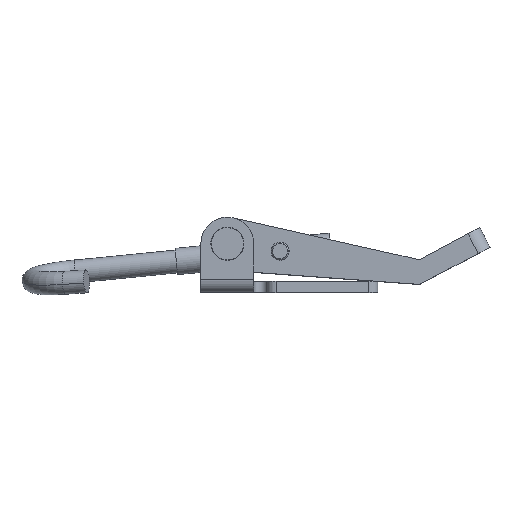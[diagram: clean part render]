
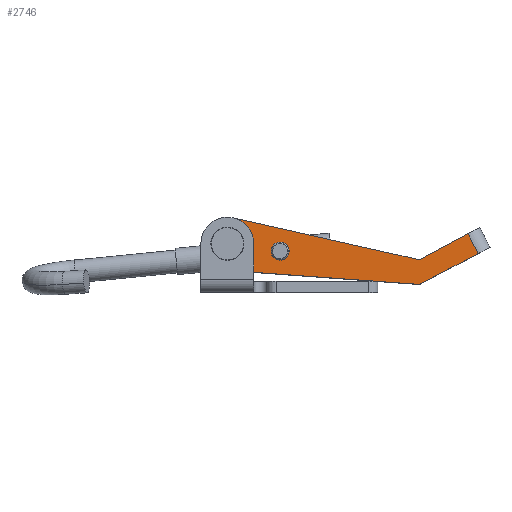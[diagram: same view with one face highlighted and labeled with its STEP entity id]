
A CAD part, top view. The second image highlights one B-rep face of the part: STEP entity #2746.
In plain terms, the highlighted face is planar.
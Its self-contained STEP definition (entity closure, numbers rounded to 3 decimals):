
#22 = AXIS2_PLACEMENT_3D ( 'NONE', #331, #4070, #3686 ) ;
#35 = EDGE_CURVE ( 'NONE', #625, #200, #1674, .T. ) ;
#117 = CARTESIAN_POINT ( 'NONE',  ( 17.5, 6., 0. ) ) ;
#124 = VECTOR ( 'NONE', #3317, 1000. ) ;
#160 = ORIENTED_EDGE ( 'NONE', *, *, #306, .T. ) ;
#200 = VERTEX_POINT ( 'NONE', #652 ) ;
#259 = EDGE_CURVE ( 'NONE', #3382, #3122, #3294, .T. ) ;
#306 = EDGE_CURVE ( 'NONE', #625, #2848, #2496, .T. ) ;
#319 = PLANE ( 'NONE',  #22 ) ;
#331 = CARTESIAN_POINT ( 'NONE',  ( 17.5, 0., 0. ) ) ;
#466 = DIRECTION ( 'NONE',  ( 0., 0.148, 0.989 ) ) ;
#482 = ORIENTED_EDGE ( 'NONE', *, *, #259, .T. ) ;
#521 = EDGE_CURVE ( 'NONE', #2848, #3382, #2853, .T. ) ;
#550 = ORIENTED_EDGE ( 'NONE', *, *, #2459, .T. ) ;
#558 = CARTESIAN_POINT ( 'NONE',  ( 17.5, 0., 0. ) ) ;
#560 = ORIENTED_EDGE ( 'NONE', *, *, #3822, .F. ) ;
#625 = VERTEX_POINT ( 'NONE', #1856 ) ;
#652 = CARTESIAN_POINT ( 'NONE',  ( 17.5, 7.949, -56.721 ) ) ;
#691 = CIRCLE ( 'NONE', #957, 2.05 ) ;
#733 = AXIS2_PLACEMENT_3D ( 'NONE', #3675, #3562, #3596 ) ;
#818 = CIRCLE ( 'NONE', #3120, 2.05 ) ;
#819 = AXIS2_PLACEMENT_3D ( 'NONE', #3329, #3229, #3810 ) ;
#957 = AXIS2_PLACEMENT_3D ( 'NONE', #1484, #3754, #1230 ) ;
#1025 = VECTOR ( 'NONE', #1758, 1000. ) ;
#1230 = DIRECTION ( 'NONE',  ( 0., 0., -1. ) ) ;
#1251 = EDGE_CURVE ( 'NONE', #2368, #1354, #691, .T. ) ;
#1296 = EDGE_LOOP ( 'NONE', ( #3337, #1364 ) ) ;
#1327 = CIRCLE ( 'NONE', #733, 2.05 ) ;
#1354 = VERTEX_POINT ( 'NONE', #2904 ) ;
#1364 = ORIENTED_EDGE ( 'NONE', *, *, #3290, .F. ) ;
#1453 = CARTESIAN_POINT ( 'NONE',  ( 17.5, 8.214, -57.145 ) ) ;
#1484 = CARTESIAN_POINT ( 'NONE',  ( 17.5, 5.2, -12. ) ) ;
#1544 = ORIENTED_EDGE ( 'NONE', *, *, #521, .T. ) ;
#1626 = LINE ( 'NONE', #558, #124 ) ;
#1632 = DIRECTION ( 'NONE',  ( 0., 0.53, -0.848 ) ) ;
#1652 = VERTEX_POINT ( 'NONE', #3211 ) ;
#1674 = LINE ( 'NONE', #2991, #1025 ) ;
#1689 = ORIENTED_EDGE ( 'NONE', *, *, #2165, .T. ) ;
#1758 = DIRECTION ( 'NONE',  ( 0., -0.848, -0.53 ) ) ;
#1856 = CARTESIAN_POINT ( 'NONE',  ( 17.5, 12.189, -54.071 ) ) ;
#1929 = VERTEX_POINT ( 'NONE', #3232 ) ;
#2000 = EDGE_CURVE ( 'NONE', #1929, #1652, #818, .T. ) ;
#2062 = CARTESIAN_POINT ( 'NONE',  ( 17.5, 10.599, -51.527 ) ) ;
#2077 = DIRECTION ( 'NONE',  ( 0., 0., -1. ) ) ;
#2082 = CARTESIAN_POINT ( 'NONE',  ( 17.5, 5.2, -9.95 ) ) ;
#2084 = VECTOR ( 'NONE', #466, 1000. ) ;
#2110 = CARTESIAN_POINT ( 'NONE',  ( 17.5, 0., -44. ) ) ;
#2165 = EDGE_CURVE ( 'NONE', #3626, #200, #2672, .T. ) ;
#2212 = FACE_OUTER_BOUND ( 'NONE', #2698, .T. ) ;
#2320 = DIRECTION ( 'NONE',  ( 1., 0., 0. ) ) ;
#2368 = VERTEX_POINT ( 'NONE', #2082 ) ;
#2394 = DIRECTION ( 'NONE',  ( 1., 0., 0. ) ) ;
#2459 = EDGE_CURVE ( 'NONE', #3122, #3626, #1626, .T. ) ;
#2460 = ORIENTED_EDGE ( 'NONE', *, *, #35, .F. ) ;
#2496 = LINE ( 'NONE', #2062, #3212 ) ;
#2672 = LINE ( 'NONE', #1453, #2974 ) ;
#2698 = EDGE_LOOP ( 'NONE', ( #2460, #160, #1544, #482, #550, #1689 ) ) ;
#2702 = CARTESIAN_POINT ( 'NONE',  ( 17.5, 5.2, -12. ) ) ;
#2746 = ADVANCED_FACE ( 'NONE', ( #2212, #2907, #3991 ), #319, .F. ) ;
#2760 = CARTESIAN_POINT ( 'NONE',  ( 17.5, 0., 0. ) ) ;
#2802 = AXIS2_PLACEMENT_3D ( 'NONE', #2702, #2394, #2077 ) ;
#2848 = VERTEX_POINT ( 'NONE', #3165 ) ;
#2853 = LINE ( 'NONE', #3244, #2084 ) ;
#2904 = CARTESIAN_POINT ( 'NONE',  ( 17.5, 5.2, -14.05 ) ) ;
#2907 = FACE_BOUND ( 'NONE', #4004, .T. ) ;
#2974 = VECTOR ( 'NONE', #1632, 1000. ) ;
#2991 = CARTESIAN_POINT ( 'NONE',  ( 17.5, 27.722, -44.365 ) ) ;
#3037 = DIRECTION ( 'NONE',  ( 0., 0., -1. ) ) ;
#3120 = AXIS2_PLACEMENT_3D ( 'NONE', #117, #2320, #3037 ) ;
#3122 = VERTEX_POINT ( 'NONE', #2760 ) ;
#3165 = CARTESIAN_POINT ( 'NONE',  ( 17.5, 5.569, -43.477 ) ) ;
#3211 = CARTESIAN_POINT ( 'NONE',  ( 17.5, 6., 2.05 ) ) ;
#3212 = VECTOR ( 'NONE', #4065, 1000. ) ;
#3220 = CARTESIAN_POINT ( 'NONE',  ( 17.5, 11.934, -0.887 ) ) ;
#3229 = DIRECTION ( 'NONE',  ( 1., 0., 0. ) ) ;
#3232 = CARTESIAN_POINT ( 'NONE',  ( 17.5, 6., -2.05 ) ) ;
#3244 = CARTESIAN_POINT ( 'NONE',  ( 17.5, 11.803, -1.764 ) ) ;
#3290 = EDGE_CURVE ( 'NONE', #1652, #1929, #1327, .T. ) ;
#3294 = CIRCLE ( 'NONE', #819, 6. ) ;
#3317 = DIRECTION ( 'NONE',  ( 0., 0., -1. ) ) ;
#3329 = CARTESIAN_POINT ( 'NONE',  ( 17.5, 6., 0. ) ) ;
#3337 = ORIENTED_EDGE ( 'NONE', *, *, #2000, .F. ) ;
#3382 = VERTEX_POINT ( 'NONE', #3220 ) ;
#3544 = CIRCLE ( 'NONE', #2802, 2.05 ) ;
#3562 = DIRECTION ( 'NONE',  ( 1., 0., 0. ) ) ;
#3596 = DIRECTION ( 'NONE',  ( 0., 0., -1. ) ) ;
#3626 = VERTEX_POINT ( 'NONE', #2110 ) ;
#3675 = CARTESIAN_POINT ( 'NONE',  ( 17.5, 6., 0. ) ) ;
#3686 = DIRECTION ( 'NONE',  ( 0., 0., 1. ) ) ;
#3695 = ORIENTED_EDGE ( 'NONE', *, *, #1251, .F. ) ;
#3754 = DIRECTION ( 'NONE',  ( 1., 0., 0. ) ) ;
#3810 = DIRECTION ( 'NONE',  ( 0., 0., -1. ) ) ;
#3822 = EDGE_CURVE ( 'NONE', #1354, #2368, #3544, .T. ) ;
#3991 = FACE_BOUND ( 'NONE', #1296, .T. ) ;
#4004 = EDGE_LOOP ( 'NONE', ( #560, #3695 ) ) ;
#4065 = DIRECTION ( 'NONE',  ( 0., -0.53, 0.848 ) ) ;
#4070 = DIRECTION ( 'NONE',  ( -1., 0., 0. ) ) ;
